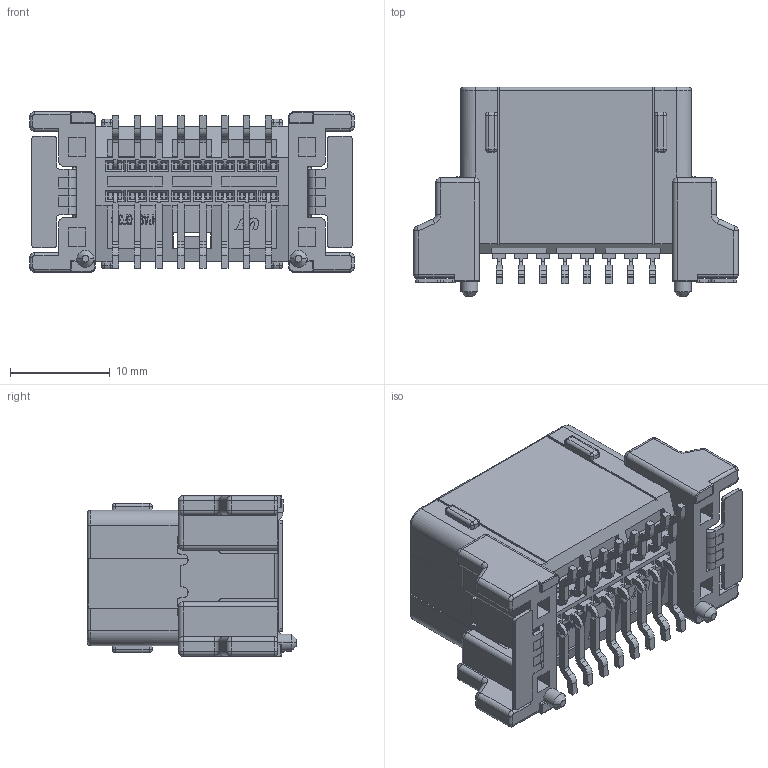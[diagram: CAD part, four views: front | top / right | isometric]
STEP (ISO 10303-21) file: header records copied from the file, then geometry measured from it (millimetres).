
FILE_DESCRIPTION((''),'2;1');
FILE_NAME('025_SMT_16M_HSG_V_B','2023-01-05T08:52:55',('jhryu'),(''),'CREO PARAMETRIC BY PTC INC, 2017380','CREO PARAMETRIC BY PTC INC, 2017380','');
FILE_SCHEMA(('CONFIG_CONTROL_DESIGN'));
Products named in the file (1): 025_SMT_16M_HSG_V_B
Bounding box: 32.6 x 21 x 16.1 mm (x, y, z)
Volume: 2902.8 mm3; surface area: 4878.6 mm2
Topology: 1 solids, 65 shells, 2948 faces, 7392 edges, 4654 vertices
Faces by surface type: plane 2338, cylinder 531, sphere 40, torus 16, cone 15, bspline 8
Entity records: 86293 total; most frequent: CARTESIAN_POINT 15480, ORIENTED_EDGE 14776, DIRECTION 14235, EDGE_CURVE 7388, VECTOR 6217, LINE 6217, VERTEX_POINT 4654, AXIS2_PLACEMENT_3D 4009
